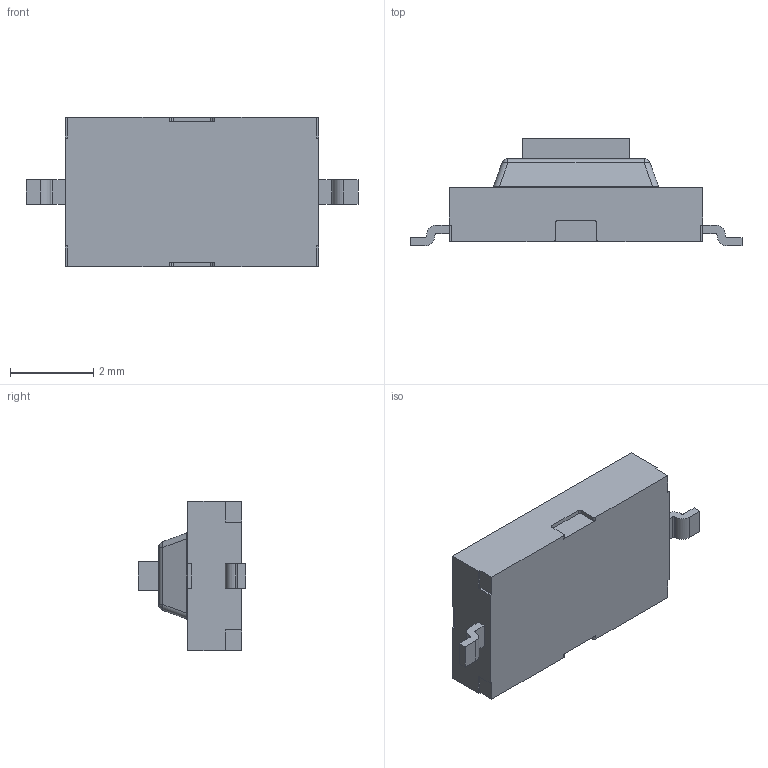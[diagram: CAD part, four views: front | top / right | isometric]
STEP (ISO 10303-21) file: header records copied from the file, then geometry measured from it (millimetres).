
FILE_DESCRIPTION (( 'STEP AP214' ), '1' );
FILE_NAME ('2151A3AE-4287-4589-9A83-2F8FA2F6B7CB.STEP', '2023-01-22T21:41:23', ( '' ), ( '' ), 'SwSTEP 2.0', 'SolidWorks 2022', '' );
FILE_SCHEMA (( 'AUTOMOTIVE_DESIGN' ));
Length unit declared in the file: millimetre
Products named in the file (1): 2151A3AE-4287-4589-9A83-2F8FA2F6B7CB
Bounding box: 8 x 2.6 x 3.6 mm (x, y, z)
Volume: 34.4 mm3; surface area: 81.2 mm2
Topology: 1 solids, 1 shells, 114 faces, 300 edges, 184 vertices
Faces by surface type: plane 62, cylinder 36, bspline 8, sphere 8
Entity records: 3953 total; most frequent: CARTESIAN_POINT 727, ORIENTED_EDGE 584, DIRECTION 562, EDGE_CURVE 292, LINE 204, VECTOR 204, VERTEX_POINT 184, AXIS2_PLACEMENT_3D 179
